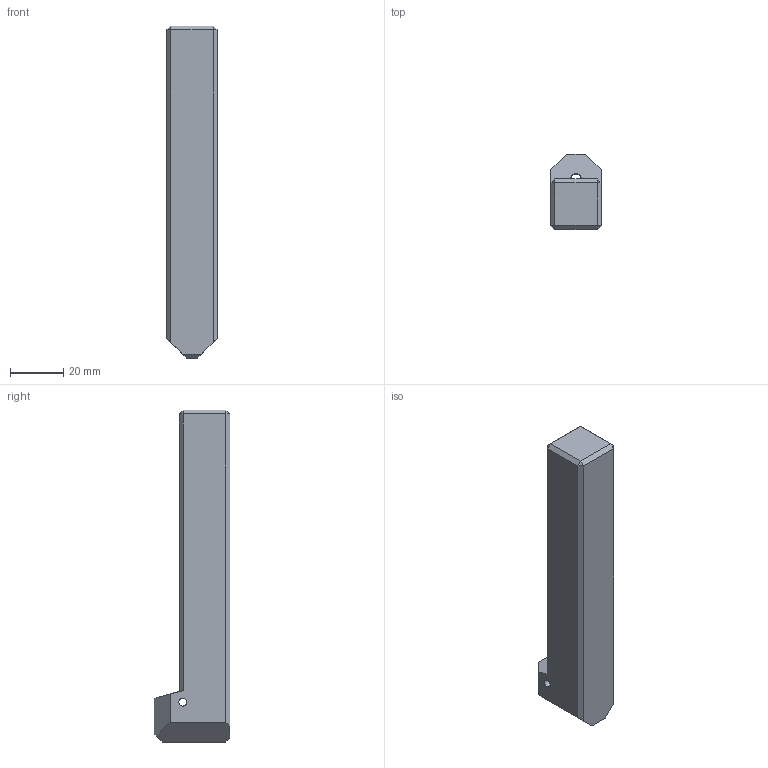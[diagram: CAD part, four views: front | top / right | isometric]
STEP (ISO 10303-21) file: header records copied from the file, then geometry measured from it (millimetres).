
FILE_DESCRIPTION(/* description */ (''),/* implementation_level */ '2;1');
FILE_NAME(/* name */ '1503306383074.stp',/* time_stamp */ '2017-08-21T11:06:28+02:00',/* author */ (''),/* organization */ ('SMS'),/* preprocessor_version */ 'ST-DEVELOPER v15',/* originating_system */ 'SIEMENS PLM Software NX 8.5',/* authorisation */ '');
FILE_SCHEMA (('AUTOMOTIVE_DESIGN { 1 0 10303 214 3 1 1 1 }'));
Length unit declared in the file: millimetre
Products named in the file (1): CXS-12-04FN_step
Bounding box: 19.05 x 28.55 x 125 mm (x, y, z)
Volume: 45420.9 mm3; surface area: 10369.6 mm2
Topology: 1 solids, 1 shells, 42 faces, 120 edges, 74 vertices
Faces by surface type: plane 27, cylinder 10, cone 5
Entity records: 1557 total; most frequent: CARTESIAN_POINT 438, ORIENTED_EDGE 236, DIRECTION 209, EDGE_CURVE 118, LINE 83, VECTOR 83, VERTEX_POINT 74, AXIS2_PLACEMENT_3D 63
